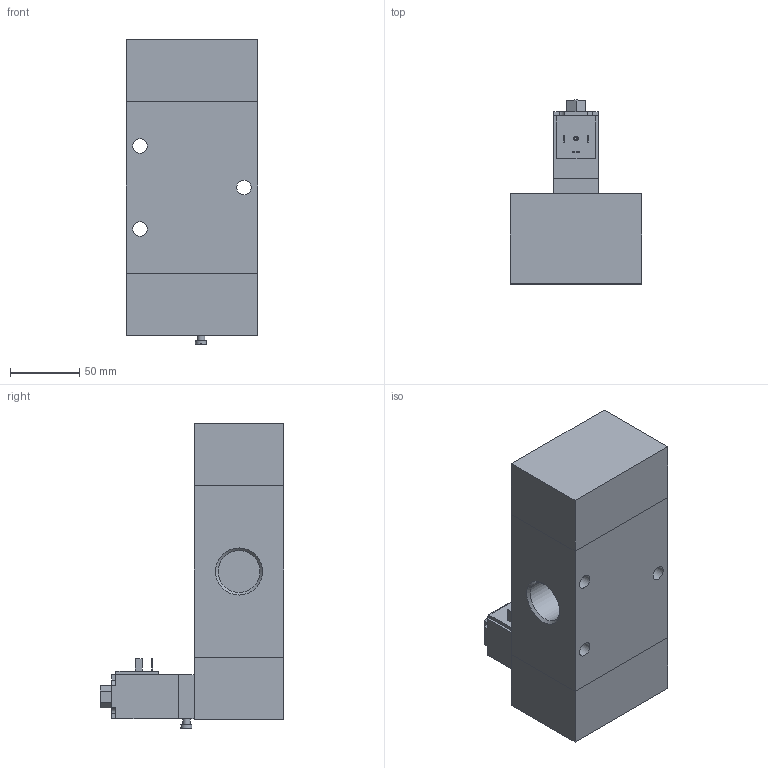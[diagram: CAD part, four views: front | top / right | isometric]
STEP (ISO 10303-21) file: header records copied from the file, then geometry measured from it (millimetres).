
FILE_DESCRIPTION((''),'2;1');
FILE_NAME('411_32_0_1_S#.stp','2006-11-25T09:10:22',('rivolro1'),(''),'Autodesk Inventor 11','Autodesk Inventor 11','');
FILE_SCHEMA(('AUTOMOTIVE_DESIGN { 1 0 10303 214 1 1 1 1 }'));
Length unit declared in the file: millimetre
Products named in the file (3): 411_32_0_1_S#; S__
Assembly tree (2 placements, depth 2):
  411_32_0_1_S#
    411_32_0_1_S#
    S__
Bounding box: 95 x 133 x 220.5 mm (x, y, z)
Volume: 1312626.6 mm3; surface area: 107548.5 mm2
Topology: 2 solids, 2 shells, 106 faces, 254 edges, 169 vertices
Faces by surface type: plane 72, bspline 23, cylinder 11
Full cylindrical faces by diameter (mm): 4 x4, 5.5 x1, 8 x2
Entity records: 3211 total; most frequent: CARTESIAN_POINT 792, DIRECTION 452, ORIENTED_EDGE 450, EDGE_CURVE 225, VECTOR 174, LINE 174, VERTEX_POINT 163, EDGE_LOOP 160
